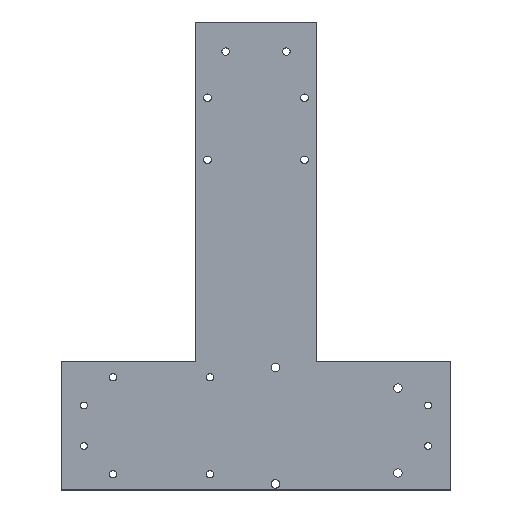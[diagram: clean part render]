
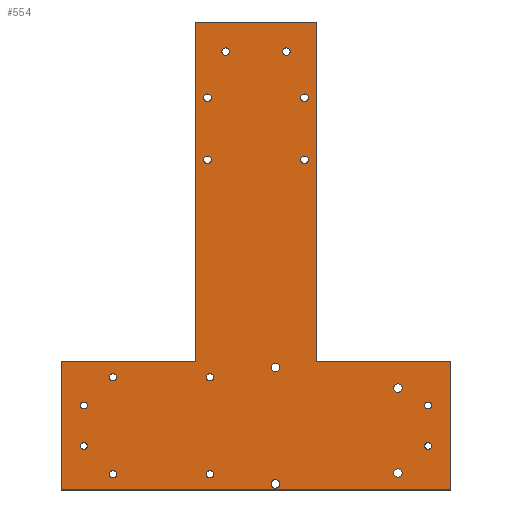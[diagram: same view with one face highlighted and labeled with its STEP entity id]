
A CAD part, top view. The second image highlights one B-rep face of the part: STEP entity #554.
In plain terms, the highlighted planar face has unit normal (0, 0, 1).
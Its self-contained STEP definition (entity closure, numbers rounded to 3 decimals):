
#20=CIRCLE('',#577,1.5);
#22=CIRCLE('',#580,1.6);
#24=CIRCLE('',#583,1.6);
#26=CIRCLE('',#586,1.55);
#28=CIRCLE('',#589,1.75);
#30=CIRCLE('',#592,1.75);
#32=CIRCLE('',#595,1.4);
#34=CIRCLE('',#598,1.4);
#36=CIRCLE('',#601,1.5);
#38=CIRCLE('',#604,1.4);
#40=CIRCLE('',#607,1.4);
#42=CIRCLE('',#610,1.75);
#44=CIRCLE('',#613,1.75);
#46=CIRCLE('',#616,1.55);
#48=CIRCLE('',#619,1.6);
#50=CIRCLE('',#622,1.6);
#52=CIRCLE('',#625,1.5);
#54=CIRCLE('',#628,1.5);
#142=ORIENTED_EDGE('',*,*,#250,.T.);
#143=ORIENTED_EDGE('',*,*,#248,.T.);
#144=ORIENTED_EDGE('',*,*,#246,.T.);
#145=ORIENTED_EDGE('',*,*,#244,.T.);
#146=ORIENTED_EDGE('',*,*,#242,.T.);
#147=ORIENTED_EDGE('',*,*,#240,.T.);
#148=ORIENTED_EDGE('',*,*,#238,.T.);
#149=ORIENTED_EDGE('',*,*,#236,.T.);
#150=ORIENTED_EDGE('',*,*,#234,.T.);
#151=ORIENTED_EDGE('',*,*,#232,.T.);
#152=ORIENTED_EDGE('',*,*,#230,.T.);
#153=ORIENTED_EDGE('',*,*,#228,.T.);
#154=ORIENTED_EDGE('',*,*,#226,.T.);
#155=ORIENTED_EDGE('',*,*,#224,.T.);
#156=ORIENTED_EDGE('',*,*,#222,.T.);
#157=ORIENTED_EDGE('',*,*,#220,.T.);
#158=ORIENTED_EDGE('',*,*,#218,.T.);
#159=ORIENTED_EDGE('',*,*,#216,.T.);
#160=ORIENTED_EDGE('',*,*,#196,.F.);
#161=ORIENTED_EDGE('',*,*,#253,.F.);
#162=ORIENTED_EDGE('',*,*,#214,.F.);
#163=ORIENTED_EDGE('',*,*,#211,.F.);
#164=ORIENTED_EDGE('',*,*,#208,.F.);
#165=ORIENTED_EDGE('',*,*,#205,.F.);
#166=ORIENTED_EDGE('',*,*,#202,.F.);
#167=ORIENTED_EDGE('',*,*,#199,.F.);
#196=EDGE_CURVE('',#256,#257,#308,.T.);
#199=EDGE_CURVE('',#257,#259,#311,.T.);
#202=EDGE_CURVE('',#259,#261,#314,.T.);
#205=EDGE_CURVE('',#261,#263,#317,.T.);
#208=EDGE_CURVE('',#263,#265,#320,.T.);
#211=EDGE_CURVE('',#265,#267,#323,.T.);
#214=EDGE_CURVE('',#267,#269,#326,.T.);
#216=EDGE_CURVE('',#270,#270,#20,.T.);
#218=EDGE_CURVE('',#272,#272,#22,.T.);
#220=EDGE_CURVE('',#274,#274,#24,.T.);
#222=EDGE_CURVE('',#276,#276,#26,.T.);
#224=EDGE_CURVE('',#278,#278,#28,.T.);
#226=EDGE_CURVE('',#280,#280,#30,.T.);
#228=EDGE_CURVE('',#282,#282,#32,.T.);
#230=EDGE_CURVE('',#284,#284,#34,.T.);
#232=EDGE_CURVE('',#286,#286,#36,.T.);
#234=EDGE_CURVE('',#288,#288,#38,.T.);
#236=EDGE_CURVE('',#290,#290,#40,.T.);
#238=EDGE_CURVE('',#292,#292,#42,.T.);
#240=EDGE_CURVE('',#294,#294,#44,.T.);
#242=EDGE_CURVE('',#296,#296,#46,.T.);
#244=EDGE_CURVE('',#298,#298,#48,.T.);
#246=EDGE_CURVE('',#300,#300,#50,.T.);
#248=EDGE_CURVE('',#302,#302,#52,.T.);
#250=EDGE_CURVE('',#304,#304,#54,.T.);
#253=EDGE_CURVE('',#269,#256,#329,.T.);
#256=VERTEX_POINT('',#793);
#257=VERTEX_POINT('',#795);
#259=VERTEX_POINT('',#801);
#261=VERTEX_POINT('',#807);
#263=VERTEX_POINT('',#813);
#265=VERTEX_POINT('',#819);
#267=VERTEX_POINT('',#825);
#269=VERTEX_POINT('',#831);
#270=VERTEX_POINT('',#835);
#272=VERTEX_POINT('',#840);
#274=VERTEX_POINT('',#845);
#276=VERTEX_POINT('',#850);
#278=VERTEX_POINT('',#855);
#280=VERTEX_POINT('',#860);
#282=VERTEX_POINT('',#865);
#284=VERTEX_POINT('',#870);
#286=VERTEX_POINT('',#875);
#288=VERTEX_POINT('',#880);
#290=VERTEX_POINT('',#885);
#292=VERTEX_POINT('',#890);
#294=VERTEX_POINT('',#895);
#296=VERTEX_POINT('',#900);
#298=VERTEX_POINT('',#905);
#300=VERTEX_POINT('',#910);
#302=VERTEX_POINT('',#915);
#304=VERTEX_POINT('',#920);
#308=LINE('',#794,#332);
#311=LINE('',#800,#335);
#314=LINE('',#806,#338);
#317=LINE('',#812,#341);
#320=LINE('',#818,#344);
#323=LINE('',#824,#347);
#326=LINE('',#830,#350);
#329=LINE('',#925,#353);
#332=VECTOR('',#639,1000.);
#335=VECTOR('',#644,1000.);
#338=VECTOR('',#649,1000.);
#341=VECTOR('',#654,1000.);
#344=VECTOR('',#659,1000.);
#347=VECTOR('',#664,1000.);
#350=VECTOR('',#669,1000.);
#353=VECTOR('',#782,1000.);
#398=EDGE_LOOP('',(#142));
#399=EDGE_LOOP('',(#143));
#400=EDGE_LOOP('',(#144));
#401=EDGE_LOOP('',(#145));
#402=EDGE_LOOP('',(#146));
#403=EDGE_LOOP('',(#147));
#404=EDGE_LOOP('',(#148));
#405=EDGE_LOOP('',(#149));
#406=EDGE_LOOP('',(#150));
#407=EDGE_LOOP('',(#151));
#408=EDGE_LOOP('',(#152));
#409=EDGE_LOOP('',(#153));
#410=EDGE_LOOP('',(#154));
#411=EDGE_LOOP('',(#155));
#412=EDGE_LOOP('',(#156));
#413=EDGE_LOOP('',(#157));
#414=EDGE_LOOP('',(#158));
#415=EDGE_LOOP('',(#159));
#416=EDGE_LOOP('',(#160,#161,#162,#163,#164,#165,#166,#167));
#480=FACE_BOUND('',#398,.T.);
#481=FACE_BOUND('',#399,.T.);
#482=FACE_BOUND('',#400,.T.);
#483=FACE_BOUND('',#401,.T.);
#484=FACE_BOUND('',#402,.T.);
#485=FACE_BOUND('',#403,.T.);
#486=FACE_BOUND('',#404,.T.);
#487=FACE_BOUND('',#405,.T.);
#488=FACE_BOUND('',#406,.T.);
#489=FACE_BOUND('',#407,.T.);
#490=FACE_BOUND('',#408,.T.);
#491=FACE_BOUND('',#409,.T.);
#492=FACE_BOUND('',#410,.T.);
#493=FACE_BOUND('',#411,.T.);
#494=FACE_BOUND('',#412,.T.);
#495=FACE_BOUND('',#413,.T.);
#496=FACE_BOUND('',#414,.T.);
#497=FACE_BOUND('',#415,.T.);
#498=FACE_BOUND('',#416,.T.);
#526=PLANE('',#631);
#554=ADVANCED_FACE('',(#480,#481,#482,#483,#484,#485,#486,#487,#488,#489,
#490,#491,#492,#493,#494,#495,#496,#497,#498),#526,.F.);
#577=AXIS2_PLACEMENT_3D('',#834,#673,#674);
#580=AXIS2_PLACEMENT_3D('',#839,#679,#680);
#583=AXIS2_PLACEMENT_3D('',#844,#685,#686);
#586=AXIS2_PLACEMENT_3D('',#849,#691,#692);
#589=AXIS2_PLACEMENT_3D('',#854,#697,#698);
#592=AXIS2_PLACEMENT_3D('',#859,#703,#704);
#595=AXIS2_PLACEMENT_3D('',#864,#709,#710);
#598=AXIS2_PLACEMENT_3D('',#869,#715,#716);
#601=AXIS2_PLACEMENT_3D('',#874,#721,#722);
#604=AXIS2_PLACEMENT_3D('',#879,#727,#728);
#607=AXIS2_PLACEMENT_3D('',#884,#733,#734);
#610=AXIS2_PLACEMENT_3D('',#889,#739,#740);
#613=AXIS2_PLACEMENT_3D('',#894,#745,#746);
#616=AXIS2_PLACEMENT_3D('',#899,#751,#752);
#619=AXIS2_PLACEMENT_3D('',#904,#757,#758);
#622=AXIS2_PLACEMENT_3D('',#909,#763,#764);
#625=AXIS2_PLACEMENT_3D('',#914,#769,#770);
#628=AXIS2_PLACEMENT_3D('',#919,#775,#776);
#631=AXIS2_PLACEMENT_3D('',#926,#783,#784);
#639=DIRECTION('',(1.,0.,0.));
#644=DIRECTION('',(0.,-1.,0.));
#649=DIRECTION('',(1.,0.,0.));
#654=DIRECTION('',(0.,-1.,0.));
#659=DIRECTION('',(-1.,0.,0.));
#664=DIRECTION('',(0.,1.,0.));
#669=DIRECTION('',(1.,0.,0.));
#673=DIRECTION('',(0.,0.,-1.));
#674=DIRECTION('',(1.,0.,0.));
#679=DIRECTION('',(0.,0.,-1.));
#680=DIRECTION('',(1.,0.,0.));
#685=DIRECTION('',(0.,0.,-1.));
#686=DIRECTION('',(1.,0.,0.));
#691=DIRECTION('',(0.,0.,-1.));
#692=DIRECTION('',(1.,0.,0.));
#697=DIRECTION('',(0.,0.,-1.));
#698=DIRECTION('',(1.,0.,0.));
#703=DIRECTION('',(0.,0.,-1.));
#704=DIRECTION('',(1.,0.,0.));
#709=DIRECTION('',(0.,0.,-1.));
#710=DIRECTION('',(1.,0.,0.));
#715=DIRECTION('',(0.,0.,-1.));
#716=DIRECTION('',(1.,0.,0.));
#721=DIRECTION('',(0.,0.,-1.));
#722=DIRECTION('',(1.,0.,0.));
#727=DIRECTION('',(0.,0.,-1.));
#728=DIRECTION('',(1.,0.,0.));
#733=DIRECTION('',(0.,0.,-1.));
#734=DIRECTION('',(1.,0.,0.));
#739=DIRECTION('',(0.,0.,-1.));
#740=DIRECTION('',(1.,0.,0.));
#745=DIRECTION('',(0.,0.,-1.));
#746=DIRECTION('',(1.,0.,0.));
#751=DIRECTION('',(0.,0.,-1.));
#752=DIRECTION('',(1.,0.,0.));
#757=DIRECTION('',(0.,0.,-1.));
#758=DIRECTION('',(1.,0.,0.));
#763=DIRECTION('',(0.,0.,-1.));
#764=DIRECTION('',(1.,0.,0.));
#769=DIRECTION('',(0.,0.,-1.));
#770=DIRECTION('',(1.,0.,0.));
#775=DIRECTION('',(0.,0.,-1.));
#776=DIRECTION('',(1.,0.,0.));
#782=DIRECTION('',(0.,1.,0.));
#783=DIRECTION('',(0.,0.,-1.));
#784=DIRECTION('',(-1.,0.,0.));
#793=CARTESIAN_POINT('',(-33.4,166.75,5.));
#794=CARTESIAN_POINT('',(-33.4,166.75,5.));
#795=CARTESIAN_POINT('',(16.6,166.75,5.));
#800=CARTESIAN_POINT('',(16.6,166.75,5.));
#801=CARTESIAN_POINT('',(16.6,26.75,5.));
#806=CARTESIAN_POINT('',(16.6,26.75,5.));
#807=CARTESIAN_POINT('',(72.,26.75,5.));
#812=CARTESIAN_POINT('',(72.,26.75,5.));
#813=CARTESIAN_POINT('',(72.,-26.25,5.));
#818=CARTESIAN_POINT('',(-0.4,-26.25,5.));
#819=CARTESIAN_POINT('',(-88.8,-26.25,5.));
#824=CARTESIAN_POINT('',(-88.8,26.75,5.));
#825=CARTESIAN_POINT('',(-88.8,26.75,5.));
#830=CARTESIAN_POINT('',(-33.4,26.75,5.));
#831=CARTESIAN_POINT('',(-33.4,26.75,5.));
#834=CARTESIAN_POINT('',(-67.4,-19.75,5.));
#835=CARTESIAN_POINT('',(-65.9,-19.75,5.));
#839=CARTESIAN_POINT('',(11.6,135.459,5.));
#840=CARTESIAN_POINT('',(13.2,135.459,5.));
#844=CARTESIAN_POINT('',(-28.4,109.879,5.));
#845=CARTESIAN_POINT('',(-26.8,109.879,5.));
#849=CARTESIAN_POINT('',(4.1,154.55,5.));
#850=CARTESIAN_POINT('',(5.65,154.55,5.));
#854=CARTESIAN_POINT('',(-0.4,-23.75,5.));
#855=CARTESIAN_POINT('',(1.35,-23.75,5.));
#859=CARTESIAN_POINT('',(50.1,15.75,5.));
#860=CARTESIAN_POINT('',(51.85,15.75,5.));
#864=CARTESIAN_POINT('',(62.6,-8.1,5.));
#865=CARTESIAN_POINT('',(64.,-8.1,5.));
#869=CARTESIAN_POINT('',(-79.4,-8.1,5.));
#870=CARTESIAN_POINT('',(-78.,-8.1,5.));
#874=CARTESIAN_POINT('',(-27.4,20.25,5.));
#875=CARTESIAN_POINT('',(-25.9,20.25,5.));
#879=CARTESIAN_POINT('',(-79.4,8.6,5.));
#880=CARTESIAN_POINT('',(-78.,8.6,5.));
#884=CARTESIAN_POINT('',(62.6,8.6,5.));
#885=CARTESIAN_POINT('',(64.,8.6,5.));
#889=CARTESIAN_POINT('',(50.1,-19.25,5.));
#890=CARTESIAN_POINT('',(51.85,-19.25,5.));
#894=CARTESIAN_POINT('',(-0.4,24.25,5.));
#895=CARTESIAN_POINT('',(1.35,24.25,5.));
#899=CARTESIAN_POINT('',(-20.9,154.55,5.));
#900=CARTESIAN_POINT('',(-19.35,154.55,5.));
#904=CARTESIAN_POINT('',(-28.4,135.457,5.));
#905=CARTESIAN_POINT('',(-26.8,135.457,5.));
#909=CARTESIAN_POINT('',(11.6,109.879,5.));
#910=CARTESIAN_POINT('',(13.2,109.879,5.));
#914=CARTESIAN_POINT('',(-67.4,20.25,5.));
#915=CARTESIAN_POINT('',(-65.9,20.25,5.));
#919=CARTESIAN_POINT('',(-27.4,-19.75,5.));
#920=CARTESIAN_POINT('',(-25.9,-19.75,5.));
#925=CARTESIAN_POINT('',(-33.4,166.75,5.));
#926=CARTESIAN_POINT('',(0.,0.,5.));
